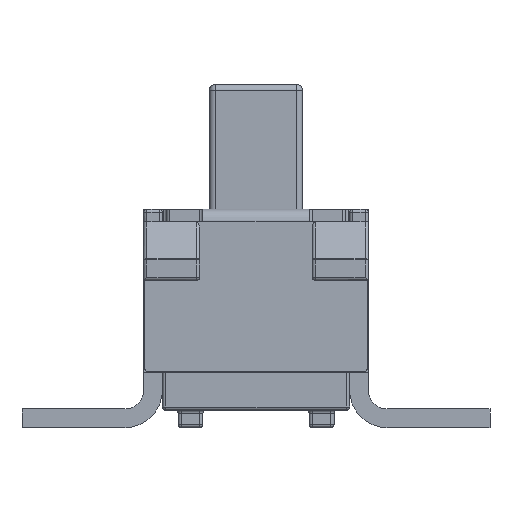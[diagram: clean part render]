
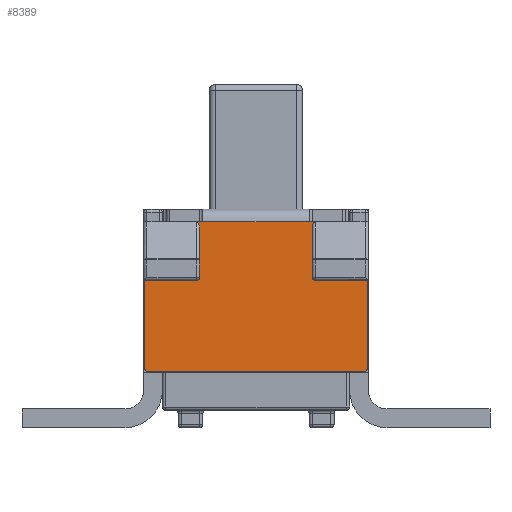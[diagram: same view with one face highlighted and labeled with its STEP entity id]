
A CAD part, left-side view. The second image highlights one B-rep face of the part: STEP entity #8389.
In plain terms, the highlighted planar face has unit normal (-1, 0, 0).
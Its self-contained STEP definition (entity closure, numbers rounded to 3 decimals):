
#34=ELLIPSE('',#9016,0.13,0.05);
#35=ELLIPSE('',#9017,0.13,0.05);
#615=CIRCLE('',#9011,0.05);
#617=CIRCLE('',#9014,0.05);
#618=CIRCLE('',#9015,0.05);
#619=CIRCLE('',#9018,0.05);
#999=FACE_OUTER_BOUND('',#1525,.T.);
#1525=EDGE_LOOP('',(#6177,#6178,#6179,#6180,#6181,#6182,#6183,#6184,#6185,
#6186,#6187,#6188,#6189,#6190,#6191,#6192,#6193,#6194));
#2234=LINE('',#13111,#3050);
#2238=LINE('',#13123,#3054);
#2255=LINE('',#13172,#3071);
#2259=LINE('',#13187,#3075);
#2260=LINE('',#13191,#3076);
#2261=LINE('',#13193,#3077);
#2262=LINE('',#13197,#3078);
#2263=LINE('',#13200,#3079);
#2264=LINE('',#13201,#3080);
#2265=LINE('',#13205,#3081);
#2266=LINE('',#13209,#3082);
#2267=LINE('',#13210,#3083);
#3050=VECTOR('',#10329,10.);
#3054=VECTOR('',#10341,1000.);
#3071=VECTOR('',#10388,1000.);
#3075=VECTOR('',#10404,10.);
#3076=VECTOR('',#10407,10.);
#3077=VECTOR('',#10408,1000.);
#3078=VECTOR('',#10411,1000.);
#3079=VECTOR('',#10414,10.);
#3080=VECTOR('',#10415,10.);
#3081=VECTOR('',#10418,1000.);
#3082=VECTOR('',#10421,1000.);
#3083=VECTOR('',#10422,10.);
#3868=VERTEX_POINT('',#13108);
#3869=VERTEX_POINT('',#13110);
#3872=VERTEX_POINT('',#13120);
#3873=VERTEX_POINT('',#13122);
#3890=VERTEX_POINT('',#13170);
#3891=VERTEX_POINT('',#13177);
#3892=VERTEX_POINT('',#13178);
#3895=VERTEX_POINT('',#13186);
#3896=VERTEX_POINT('',#13188);
#3897=VERTEX_POINT('',#13190);
#3898=VERTEX_POINT('',#13192);
#3899=VERTEX_POINT('',#13194);
#3900=VERTEX_POINT('',#13196);
#3901=VERTEX_POINT('',#13199);
#3902=VERTEX_POINT('',#13202);
#3903=VERTEX_POINT('',#13204);
#3904=VERTEX_POINT('',#13206);
#3905=VERTEX_POINT('',#13208);
#4701=EDGE_CURVE('',#3868,#3869,#2234,.T.);
#4707=EDGE_CURVE('',#3873,#3872,#2238,.T.);
#4734=EDGE_CURVE('',#3868,#3890,#2255,.T.);
#4736=EDGE_CURVE('',#3891,#3892,#615,.T.);
#4740=EDGE_CURVE('',#3891,#3895,#2259,.T.);
#4741=EDGE_CURVE('',#3896,#3895,#617,.T.);
#4742=EDGE_CURVE('',#3896,#3897,#2260,.T.);
#4743=EDGE_CURVE('',#3897,#3898,#2261,.T.);
#4744=EDGE_CURVE('',#3899,#3898,#618,.F.);
#4745=EDGE_CURVE('',#3900,#3899,#2262,.T.);
#4746=EDGE_CURVE('',#3873,#3900,#34,.F.);
#4747=EDGE_CURVE('',#3872,#3901,#2263,.T.);
#4748=EDGE_CURVE('',#3869,#3901,#2264,.T.);
#4749=EDGE_CURVE('',#3890,#3902,#35,.T.);
#4750=EDGE_CURVE('',#3902,#3903,#2265,.T.);
#4751=EDGE_CURVE('',#3904,#3903,#619,.F.);
#4752=EDGE_CURVE('',#3904,#3905,#2266,.T.);
#4753=EDGE_CURVE('',#3905,#3892,#2267,.T.);
#6177=ORIENTED_EDGE('',*,*,#4736,.F.);
#6178=ORIENTED_EDGE('',*,*,#4740,.T.);
#6179=ORIENTED_EDGE('',*,*,#4741,.F.);
#6180=ORIENTED_EDGE('',*,*,#4742,.T.);
#6181=ORIENTED_EDGE('',*,*,#4743,.T.);
#6182=ORIENTED_EDGE('',*,*,#4744,.F.);
#6183=ORIENTED_EDGE('',*,*,#4745,.F.);
#6184=ORIENTED_EDGE('',*,*,#4746,.F.);
#6185=ORIENTED_EDGE('',*,*,#4707,.T.);
#6186=ORIENTED_EDGE('',*,*,#4747,.T.);
#6187=ORIENTED_EDGE('',*,*,#4748,.F.);
#6188=ORIENTED_EDGE('',*,*,#4701,.F.);
#6189=ORIENTED_EDGE('',*,*,#4734,.T.);
#6190=ORIENTED_EDGE('',*,*,#4749,.T.);
#6191=ORIENTED_EDGE('',*,*,#4750,.T.);
#6192=ORIENTED_EDGE('',*,*,#4751,.F.);
#6193=ORIENTED_EDGE('',*,*,#4752,.T.);
#6194=ORIENTED_EDGE('',*,*,#4753,.T.);
#8105=PLANE('',#9013);
#8389=ADVANCED_FACE('',(#999),#8105,.T.);
#9011=AXIS2_PLACEMENT_3D('',#13179,#10396,#10397);
#9013=AXIS2_PLACEMENT_3D('',#13185,#10402,#10403);
#9014=AXIS2_PLACEMENT_3D('',#13189,#10405,#10406);
#9015=AXIS2_PLACEMENT_3D('',#13195,#10409,#10410);
#9016=AXIS2_PLACEMENT_3D('',#13198,#10412,#10413);
#9017=AXIS2_PLACEMENT_3D('',#13203,#10416,#10417);
#9018=AXIS2_PLACEMENT_3D('',#13207,#10419,#10420);
#10329=DIRECTION('',(0.,0.,1.));
#10341=DIRECTION('',(0.,1.,0.));
#10388=DIRECTION('',(0.,1.,0.));
#10396=DIRECTION('center_axis',(1.,0.,0.));
#10397=DIRECTION('ref_axis',(0.,0.707,-0.707));
#10402=DIRECTION('center_axis',(-1.,0.,0.));
#10403=DIRECTION('ref_axis',(0.,-1.,0.));
#10404=DIRECTION('',(0.,-1.,0.));
#10405=DIRECTION('center_axis',(1.,0.,0.));
#10406=DIRECTION('ref_axis',(0.,-0.707,-0.707));
#10407=DIRECTION('',(0.,0.,1.));
#10408=DIRECTION('',(0.,1.,0.));
#10409=DIRECTION('center_axis',(1.,0.,0.));
#10410=DIRECTION('ref_axis',(0.,0.707,-0.707));
#10411=DIRECTION('',(0.,0.,-1.));
#10412=DIRECTION('center_axis',(1.,0.,0.));
#10413=DIRECTION('ref_axis',(0.,0.,1.));
#10414=DIRECTION('',(0.,0.,1.));
#10415=DIRECTION('',(0.,-1.,0.));
#10416=DIRECTION('center_axis',(1.,0.,0.));
#10417=DIRECTION('ref_axis',(0.,0.,
1.));
#10418=DIRECTION('',(0.,0.,-1.));
#10419=DIRECTION('center_axis',(1.,0.,0.));
#10420=DIRECTION('ref_axis',(0.,-0.707,-0.707));
#10421=DIRECTION('',(0.,1.,0.));
#10422=DIRECTION('',(0.,0.,-1.));
#13108=CARTESIAN_POINT('',(-4.25,0.85,3.297));
#13110=CARTESIAN_POINT('',(-4.25,0.85,3.3));
#13111=CARTESIAN_POINT('',(-4.25,0.85,3.297));
#13120=CARTESIAN_POINT('',(-4.25,-0.85,3.297));
#13122=CARTESIAN_POINT('',(-4.25,-0.95,3.297));
#13123=CARTESIAN_POINT('',(-4.25,-0.9,3.297));
#13170=CARTESIAN_POINT('',(-4.25,0.95,3.297));
#13172=CARTESIAN_POINT('',(-4.25,0.9,3.297));
#13177=CARTESIAN_POINT('',(-4.25,1.73,0.894));
#13178=CARTESIAN_POINT('',(-4.25,1.78,0.944));
#13179=CARTESIAN_POINT('Origin',(-4.25,1.73,0.944));
#13185=CARTESIAN_POINT('Origin',(-4.25,1.8,0.28));
#13186=CARTESIAN_POINT('',(-4.25,-1.73,0.894));
#13187=CARTESIAN_POINT('',(-4.25,0.9,0.894));
#13188=CARTESIAN_POINT('',(-4.25,-1.78,0.944));
#13189=CARTESIAN_POINT('Origin',(-4.25,-1.73,0.944));
#13190=CARTESIAN_POINT('',(-4.25,-1.78,2.361));
#13191=CARTESIAN_POINT('',(-4.25,-1.78,0.951));
#13192=CARTESIAN_POINT('',(-4.25,-0.95,2.361));
#13193=CARTESIAN_POINT('',(-4.25,-1.8,2.361));
#13194=CARTESIAN_POINT('',(-4.25,-0.9,2.411));
#13195=CARTESIAN_POINT('Origin',(-4.25,-0.95,2.411));
#13196=CARTESIAN_POINT('',(-4.25,-0.9,3.167));
#13197=CARTESIAN_POINT('',(-4.25,-0.9,3.297));
#13198=CARTESIAN_POINT('Origin',(-4.25,-0.95,3.167));
#13199=CARTESIAN_POINT('',(-4.25,-0.85,3.3));
#13200=CARTESIAN_POINT('',(-4.25,-0.85,3.297));
#13201=CARTESIAN_POINT('',(-4.25,0.9,3.3));
#13202=CARTESIAN_POINT('',(-4.25,0.9,3.167));
#13203=CARTESIAN_POINT('Origin',(-4.25,0.95,3.167));
#13204=CARTESIAN_POINT('',(-4.25,0.9,2.411));
#13205=CARTESIAN_POINT('',(-4.25,0.9,3.297));
#13206=CARTESIAN_POINT('',(-4.25,0.95,2.361));
#13207=CARTESIAN_POINT('Origin',(-4.25,0.95,2.411));
#13208=CARTESIAN_POINT('',(-4.25,1.78,2.361));
#13209=CARTESIAN_POINT('',(-4.25,0.9,2.361));
#13210=CARTESIAN_POINT('',(-4.25,1.78,0.951));
